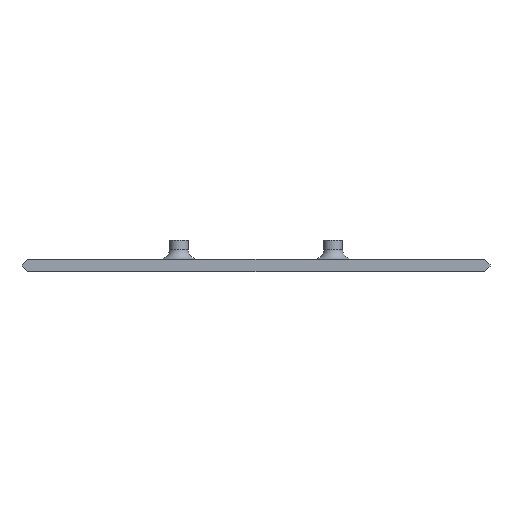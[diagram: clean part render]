
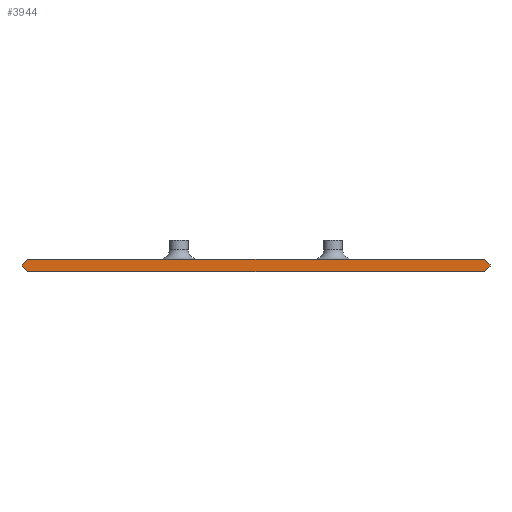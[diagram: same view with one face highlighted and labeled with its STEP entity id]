
A CAD part, front view. The second image highlights one B-rep face of the part: STEP entity #3944.
In plain terms, the highlighted planar face has unit normal (0, -1, 0).
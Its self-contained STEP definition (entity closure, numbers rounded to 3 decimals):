
#107=LINE('',#5161,#617);
#595=LINE('',#6171,#1105);
#598=LINE('',#6176,#1108);
#599=LINE('',#6178,#1109);
#600=LINE('',#6181,#1110);
#601=LINE('',#6183,#1111);
#602=LINE('',#6185,#1112);
#603=LINE('',#6186,#1113);
#617=VECTOR('',#4209,10.);
#1105=VECTOR('',#5065,10.);
#1108=VECTOR('',#5070,10.);
#1109=VECTOR('',#5073,10.);
#1110=VECTOR('',#5076,10.);
#1111=VECTOR('',#5077,10.);
#1112=VECTOR('',#5078,10.);
#1113=VECTOR('',#5079,10.);
#1288=PLANE('',#4166);
#1468=FACE_OUTER_BOUND('',#1693,.T.);
#1693=EDGE_LOOP('',(#3539,#3540,#3541,#3542,#3543,#3544,#3545,#3546));
#1787=VERTEX_POINT('',#5158);
#1788=VERTEX_POINT('',#5160);
#2125=VERTEX_POINT('',#6168);
#2126=VERTEX_POINT('',#6170);
#2127=VERTEX_POINT('',#6174);
#2128=VERTEX_POINT('',#6180);
#2129=VERTEX_POINT('',#6182);
#2130=VERTEX_POINT('',#6184);
#2148=EDGE_CURVE('',#1787,#1788,#107,.T.);
#2653=EDGE_CURVE('',#2125,#2126,#595,.T.);
#2656=EDGE_CURVE('',#2127,#2125,#598,.T.);
#2657=EDGE_CURVE('',#1788,#2127,#599,.T.);
#2658=EDGE_CURVE('',#2128,#1787,#600,.T.);
#2659=EDGE_CURVE('',#2129,#2128,#601,.T.);
#2660=EDGE_CURVE('',#2130,#2129,#602,.T.);
#2661=EDGE_CURVE('',#2126,#2130,#603,.T.);
#3539=ORIENTED_EDGE('',*,*,#2148,.F.);
#3540=ORIENTED_EDGE('',*,*,#2658,.F.);
#3541=ORIENTED_EDGE('',*,*,#2659,.F.);
#3542=ORIENTED_EDGE('',*,*,#2660,.F.);
#3543=ORIENTED_EDGE('',*,*,#2661,.F.);
#3544=ORIENTED_EDGE('',*,*,#2653,.F.);
#3545=ORIENTED_EDGE('',*,*,#2656,.F.);
#3546=ORIENTED_EDGE('',*,*,#2657,.F.);
#3944=ADVANCED_FACE('',(#1468),#1288,.F.);
#4166=AXIS2_PLACEMENT_3D('',#6179,#5074,#5075);
#4209=DIRECTION('',(1.,0.,0.));
#5065=DIRECTION('',(-0.707,0.,-0.707));
#5070=DIRECTION('',(0.,0.,-1.));
#5073=DIRECTION('',(0.707,0.,-0.707));
#5074=DIRECTION('center_axis',(0.,1.,0.));
#5075=DIRECTION('ref_axis',(0.,0.,1.));
#5076=DIRECTION('',(0.707,0.,0.707));
#5077=DIRECTION('',(0.,0.,1.));
#5078=DIRECTION('',(-0.707,0.,0.707));
#5079=DIRECTION('',(-1.,0.,0.));
#5158=CARTESIAN_POINT('',(-72.5,0.,2.));
#5160=CARTESIAN_POINT('',(72.5,0.,2.));
#5161=CARTESIAN_POINT('',(-36.25,0.,2.));
#6168=CARTESIAN_POINT('',(74.3,0.,-0.2));
#6170=CARTESIAN_POINT('',(72.5,0.,-2.));
#6171=CARTESIAN_POINT('',(55.775,0.,-18.725));
#6174=CARTESIAN_POINT('',(74.3,0.,0.2));
#6176=CARTESIAN_POINT('',(74.3,0.,0.1));
#6178=CARTESIAN_POINT('',(54.875,0.,19.625));
#6179=CARTESIAN_POINT('Origin',(0.,0.,0.));
#6180=CARTESIAN_POINT('',(-74.3,0.,0.2));
#6181=CARTESIAN_POINT('',(-55.775,0.,18.725));
#6182=CARTESIAN_POINT('',(-74.3,0.,-0.2));
#6183=CARTESIAN_POINT('',(-74.3,0.,-0.1));
#6184=CARTESIAN_POINT('',(-72.5,0.,-2.));
#6185=CARTESIAN_POINT('',(-54.875,0.,-19.625));
#6186=CARTESIAN_POINT('',(36.25,0.,-2.));
